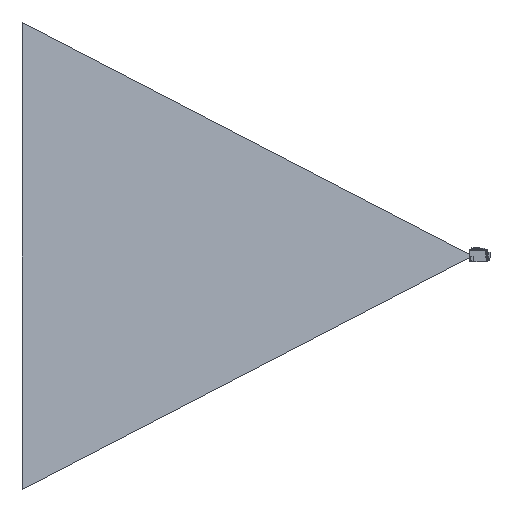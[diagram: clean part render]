
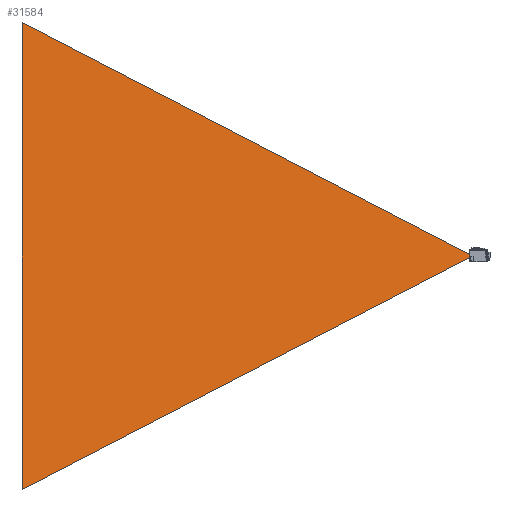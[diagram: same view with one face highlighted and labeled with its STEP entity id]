
A CAD part, left-side view. The second image highlights one B-rep face of the part: STEP entity #31584.
In plain terms, the highlighted planar face has unit normal (-0.822, -0.57, 0).
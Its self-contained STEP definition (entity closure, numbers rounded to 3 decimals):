
#31519=DIRECTION('',(0.524,-0.756,0.392));
#31520=VECTOR('',#31519,397.57);
#31521=CARTESIAN_POINT('',(-210.892,298.7,-152.085));
#31522=LINE('',#31521,#31520);
#31523=DIRECTION('',(0.,0.,1.));
#31524=VECTOR('',#31523,311.57);
#31525=CARTESIAN_POINT('',(-210.892,298.7,-152.085));
#31526=LINE('',#31525,#31524);
#31527=DIRECTION('',(0.524,-0.756,-0.392));
#31528=VECTOR('',#31527,397.57);
#31529=CARTESIAN_POINT('',(-210.892,298.7,159.485));
#31530=LINE('',#31529,#31528);
#31535=CARTESIAN_POINT('',(-210.892,298.7,-152.085));
#31536=CARTESIAN_POINT('',(-2.4,-1.84,3.7));
#31537=VERTEX_POINT('',#31535);
#31538=VERTEX_POINT('',#31536);
#31539=CARTESIAN_POINT('',(-210.892,298.7,159.485));
#31540=VERTEX_POINT('',#31539);
#31572=CARTESIAN_POINT('',(-210.892,298.7,-215.3));
#31573=DIRECTION('',(-0.822,-0.57,0.));
#31574=DIRECTION('',(0.57,-0.822,0.));
#31575=AXIS2_PLACEMENT_3D('',#31572,#31573,#31574);
#31576=PLANE('',#31575);
#31577=ORIENTED_EDGE('',*,*,#31564,.F.);
#31579=ORIENTED_EDGE('',*,*,#31578,.T.);
#31581=ORIENTED_EDGE('',*,*,#31580,.T.);
#31582=EDGE_LOOP('',(#31577,#31579,#31581));
#31583=FACE_OUTER_BOUND('',#31582,.F.);
#31584=ADVANCED_FACE('',(#31583),#31576,.T.);
#31564=EDGE_CURVE('',#31537,#31538,#31522,.T.);
#31578=EDGE_CURVE('',#31537,#31540,#31526,.T.);
#31580=EDGE_CURVE('',#31540,#31538,#31530,.T.);
